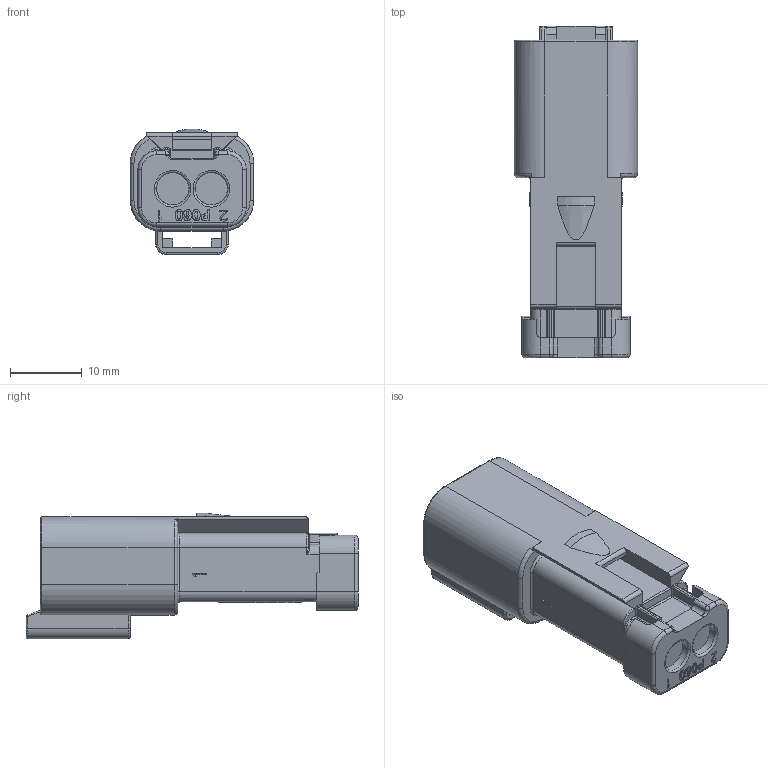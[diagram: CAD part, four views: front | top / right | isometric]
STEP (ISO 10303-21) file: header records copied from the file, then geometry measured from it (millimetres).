
FILE_DESCRIPTION((''),'2;1');
FILE_NAME('C-AT04-2P-P060-A3','2018-05-11T',('Administrator'),(''),'PRO/ENGINEER BY PARAMETRIC TECHNOLOGY CORPORATION, 2016360','PRO/ENGINEER BY PARAMETRIC TECHNOLOGY CORPORATION, 2016360','');
FILE_SCHEMA(('CONFIG_CONTROL_DESIGN'));
Length unit declared in the file: millimetre
Products named in the file (1): C-AT04-2P-P060-A3
Bounding box: 17.15 x 46.18 x 17.51 mm (x, y, z)
Volume: 4630.8 mm3; surface area: 4211 mm2
Topology: 1 solids, 1 shells, 692 faces, 1874 edges, 1209 vertices
Faces by surface type: plane 462, cylinder 100, extrusion 65, torus 38, sphere 12, bspline 10, cone 5
Entity records: 22285 total; most frequent: CARTESIAN_POINT 5125, ORIENTED_EDGE 3724, DIRECTION 3209, EDGE_CURVE 1862, VECTOR 1485, LINE 1420, VERTEX_POINT 1209, AXIS2_PLACEMENT_3D 862
